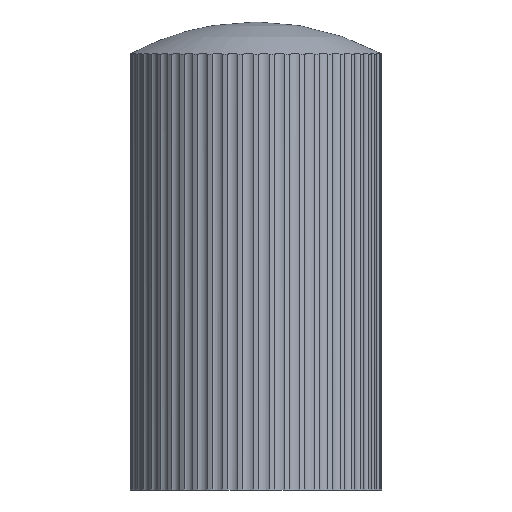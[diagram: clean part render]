
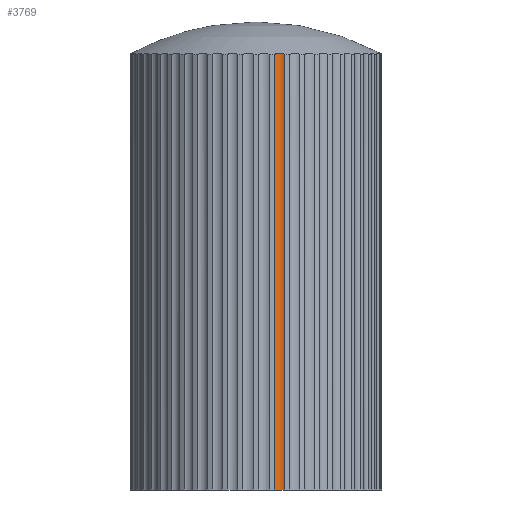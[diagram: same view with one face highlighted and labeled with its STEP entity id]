
A CAD part, left-side view. The second image highlights one B-rep face of the part: STEP entity #3769.
In plain terms, the highlighted cylindrical face has radius 0.3 mm (diameter 0.6 mm), a partial arc.
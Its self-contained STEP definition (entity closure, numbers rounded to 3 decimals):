
#366=CARTESIAN_POINT('',(-3.858,-0.572,13.5));
#367=VERTEX_POINT('',#366);
#375=CARTESIAN_POINT('',(-3.798,-0.888,13.5));
#376=VERTEX_POINT('',#375);
#377=CARTESIAN_POINT('',(-3.798,-0.889,13.5));
#378=CARTESIAN_POINT('',(-3.787,-0.861,13.509));
#379=CARTESIAN_POINT('',(-3.78,-0.832,13.516));
#380=CARTESIAN_POINT('',(-3.775,-0.771,13.526));
#381=CARTESIAN_POINT('',(-3.777,-0.74,13.528));
#382=CARTESIAN_POINT('',(-3.791,-0.681,13.526));
#383=CARTESIAN_POINT('',(-3.802,-0.653,13.523));
#384=CARTESIAN_POINT('',(-3.828,-0.608,13.513));
#385=CARTESIAN_POINT('',(-3.842,-0.589,13.507));
#386=CARTESIAN_POINT('',(-3.858,-0.572,13.5));
#387=B_SPLINE_CURVE_WITH_KNOTS('',3,(#377,#378,#379,#380,#381,#382,#383,#384,#385,#386),.UNSPECIFIED.,.F.,.U.,
 (4,2,2,2,4),(0.0,0.267,0.534,0.789,1.0),.UNSPECIFIED.);
#388=EDGE_CURVE('n� 2475',#376,#367,#387,.T.);
#1679=CARTESIAN_POINT('',(-3.858,-0.572,0.0));
#1680=VERTEX_POINT('',#1679);
#1688=CARTESIAN_POINT('',(-3.858,-0.572,7.25));
#1689=DIRECTION('',(0.0,-0.0,1.0));
#1690=VECTOR('',#1689,1.0);
#1691=LINE('',#1688,#1690);
#1692=EDGE_CURVE('n� 1836',#1680,#367,#1691,.T.);
#1703=CARTESIAN_POINT('',(-3.798,-0.888,0.0));
#1704=VERTEX_POINT('',#1703);
#1705=CARTESIAN_POINT('',(-3.798,-0.888,7.25));
#1706=DIRECTION('',(-0.0,-0.0,-1.0));
#1707=VECTOR('',#1706,1.0);
#1708=LINE('',#1705,#1707);
#1709=EDGE_CURVE('n� 1837',#376,#1704,#1708,.T.);
#3186=CARTESIAN_POINT('',(-4.076,-0.778,0.0));
#3187=DIRECTION('',(0.0,0.0,1.0));
#3188=DIRECTION('',(1.0,0.0,0.0));
#3189=AXIS2_PLACEMENT_3D('',#3186,#3187,#3188);
#3190=CIRCLE('',#3189,0.3);
#3191=EDGE_CURVE('n� 661',#1704,#1680,#3190,.T.);
#3758=ORIENTED_EDGE('',*,*,#3191,.F.);
#3759=ORIENTED_EDGE('',*,*,#1709,.F.);
#3760=ORIENTED_EDGE('',*,*,#388,.T.);
#3761=ORIENTED_EDGE('',*,*,#1692,.F.);
#3762=EDGE_LOOP('',(#3758,#3759,#3760,#3761));
#3763=FACE_OUTER_BOUND('',#3762,.T.);
#3764=CARTESIAN_POINT('',(-4.076,-0.778,14.5));
#3765=DIRECTION('',(0.0,0.0,-1.0));
#3766=DIRECTION('',(-1.0,0.0,0.0));
#3767=AXIS2_PLACEMENT_3D('',#3764,#3765,#3766);
#3768=CYLINDRICAL_SURFACE('',#3767,0.3);
#3769=ADVANCED_FACE('n� 5715',(#3763),#3768,.F.);
